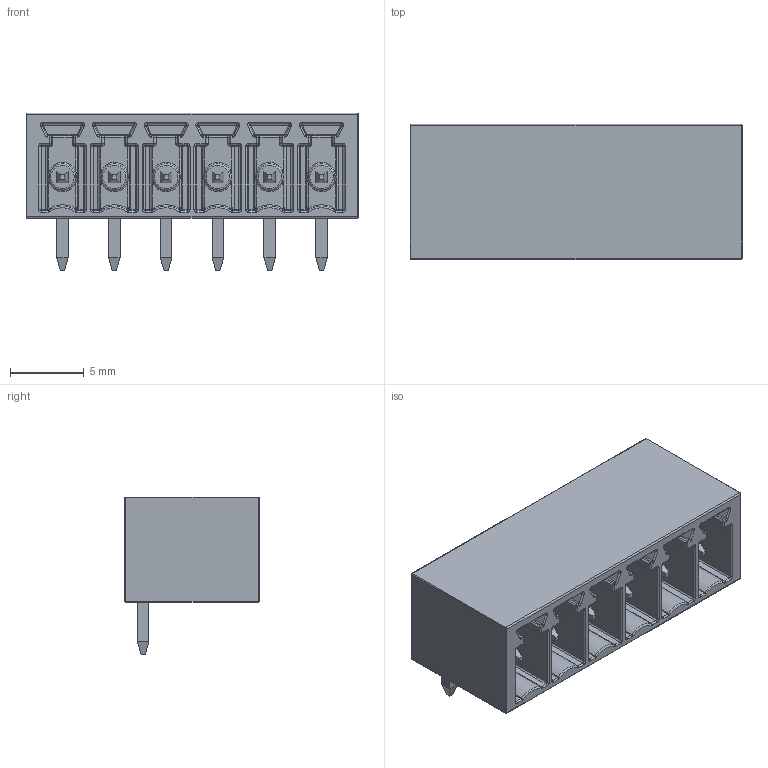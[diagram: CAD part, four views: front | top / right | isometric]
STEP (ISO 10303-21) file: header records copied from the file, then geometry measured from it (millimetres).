
FILE_DESCRIPTION(/* description */ (''),/* implementation_level */ '2;1');
FILE_NAME(/* name */ 'Molex - 395021006.step',/* time_stamp */ '2020-06-25T15:24:12+01:00',/* author */ (''),/* organization */ (''),/* preprocessor_version */ 'ST-DEVELOPER v18.1',/* originating_system */ 'Autodesk Translation Framework v9.3.0.1241',/* authorisation */ '');
FILE_SCHEMA (('AUTOMOTIVE_DESIGN { 1 0 10303 214 3 1 1 }'));
Length unit declared in the file: inch
Products named in the file (1): Molex - 395021006
Bounding box: 22.45 x 9.14 x 10.67 mm (x, y, z)
Volume: 780.4 mm3; surface area: 2058.1 mm2
Topology: 1 solids, 1 shells, 896 faces, 2000 edges, 1124 vertices
Faces by surface type: cylinder 324, plane 234, torus 126, bspline 116, sphere 96
Full cylindrical faces by diameter (mm): 1.778 x6
Entity records: 30335 total; most frequent: CARTESIAN_POINT 10625, DIRECTION 4248, ORIENTED_EDGE 4000, EDGE_CURVE 2000, AXIS2_PLACEMENT_3D 1683, VERTEX_POINT 1124, EDGE_LOOP 914, CIRCLE 902
